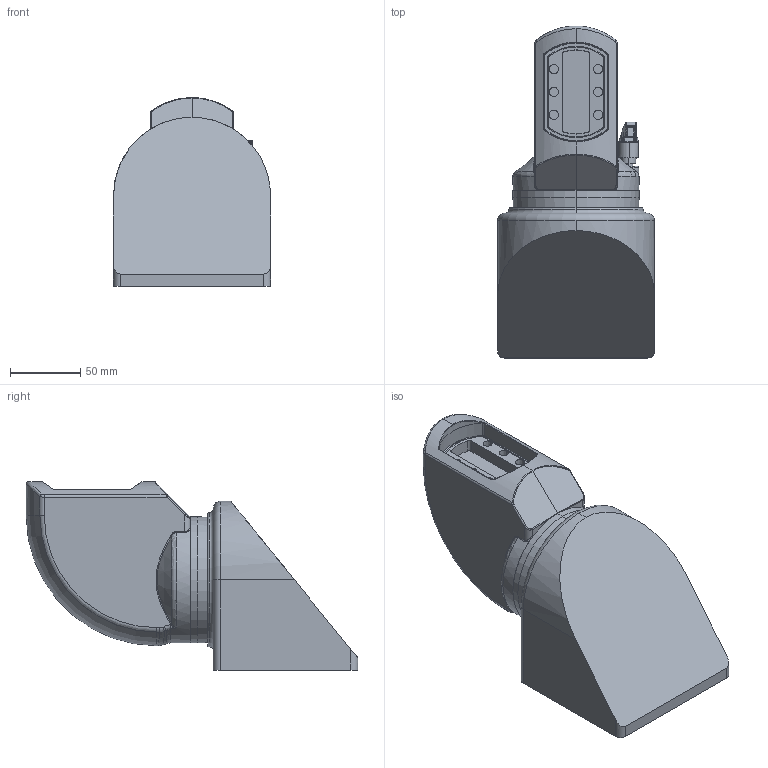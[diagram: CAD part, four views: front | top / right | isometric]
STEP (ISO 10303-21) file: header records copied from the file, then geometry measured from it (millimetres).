
FILE_DESCRIPTION (( 'STEP AP203' ), '1' );
FILE_NAME ('49447000.STEP', '2012-02-07T10:23:38', ( 'Meyer' ), ( '' ), 'SwSTEP 2.0', 'SolidWorks 2011', '' );
FILE_SCHEMA (( 'CONFIG_CONTROL_DESIGN' ));
Length unit declared in the file: millimetre
Products named in the file (1): 49447000
Bounding box: 112 x 236.5 x 134.5 mm (x, y, z)
Volume: 1431574.8 mm3; surface area: 133236.3 mm2
Topology: 4 solids, 4 shells, 415 faces, 991 edges, 595 vertices
Faces by surface type: cylinder 136, bspline 94, plane 82, cone 61, torus 34, sphere 8
Entity records: 15253 total; most frequent: CARTESIAN_POINT 6258, ORIENTED_EDGE 1954, DIRECTION 1809, EDGE_CURVE 977, AXIS2_PLACEMENT_3D 742, VERTEX_POINT 591, EDGE_LOOP 440, CIRCLE 420
